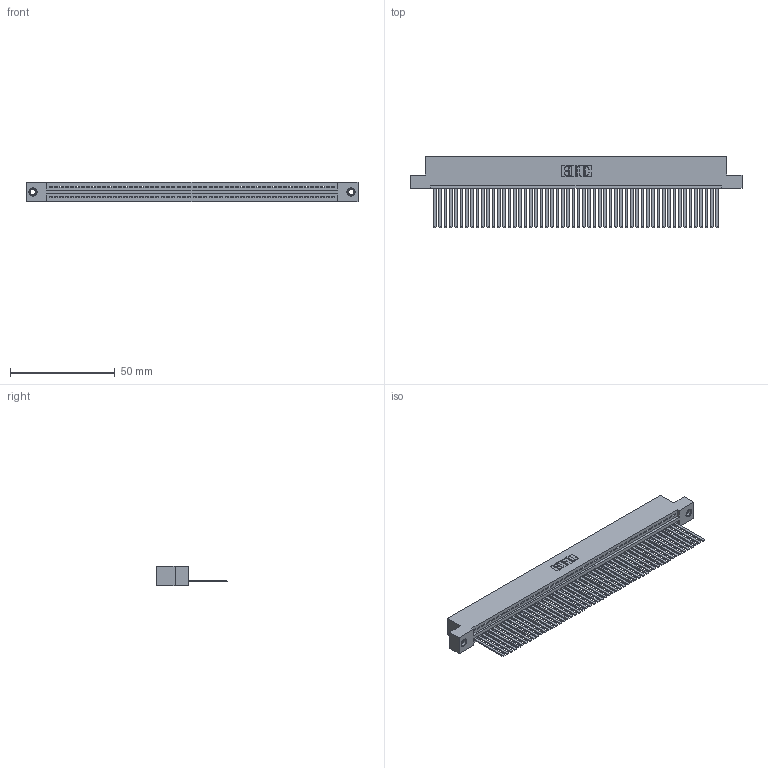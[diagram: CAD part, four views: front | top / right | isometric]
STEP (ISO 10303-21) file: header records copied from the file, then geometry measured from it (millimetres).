
FILE_DESCRIPTION (( 'STEP AP203' ), '1' );
FILE_NAME ('395-054-544-107.STEP', '2019-10-23T18:35:45', ( '' ), ( '' ), 'SwSTEP 2.0', 'SolidWorks 2016', '' );
FILE_SCHEMA (( 'CONFIG_CONTROL_DESIGN' ));
Length unit declared in the file: inch
Products named in the file (4): 345 Part_Flush Mounting Lugs - 0.156 Dia-TI; 345-292-001_345-293-144; 345-250-001_345-250-005-103; 395-054-544-107
Assembly tree (57 placements, depth 2):
  395-054-544-107
    345 Part_Flush Mounting Lugs - 0.156 Dia-TI
    345-292-001_345-293-144  x54
    345-250-001_345-250-005-103  x2
Bounding box: 158.37 x 33.96 x 9.4 mm (x, y, z)
Volume: 15752.2 mm3; surface area: 23006.4 mm2
Topology: 57 solids, 57 shells, 2994 faces, 9009 edges, 5926 vertices
Faces by surface type: plane 2056, cylinder 922, cone 12, torus 4
Entity records: 40028 total; most frequent: CARTESIAN_POINT 6913, ORIENTED_EDGE 6894, DIRECTION 6045, EDGE_CURVE 3447, VECTOR 3083, LINE 3083, VERTEX_POINT 2292, AXIS2_PLACEMENT_3D 1481
